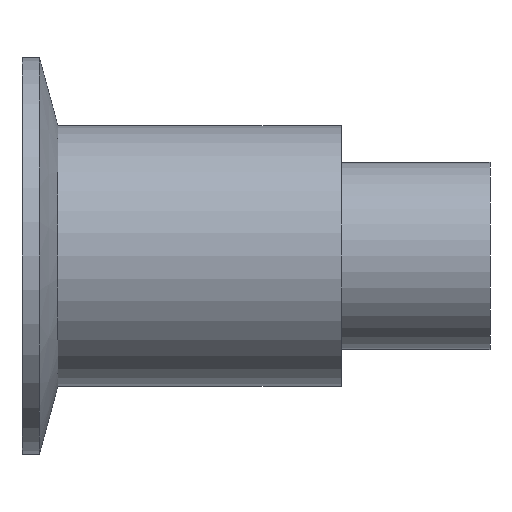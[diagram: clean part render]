
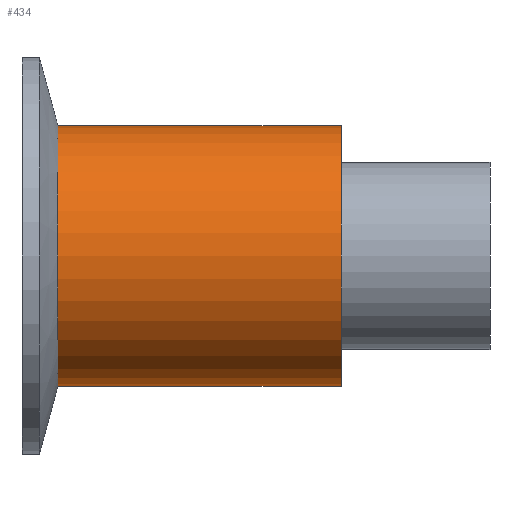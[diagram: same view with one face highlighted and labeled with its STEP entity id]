
A CAD part, left-side view. The second image highlights one B-rep face of the part: STEP entity #434.
In plain terms, the highlighted cylindrical face has radius 16.204 mm (diameter 32.408 mm), a partial arc.
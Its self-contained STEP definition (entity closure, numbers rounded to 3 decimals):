
#34 = ORIENTED_EDGE ( 'NONE', *, *, #431, .F. ) ;
#35 = ORIENTED_EDGE ( 'NONE', *, *, #445, .T. ) ;
#41 = LINE ( 'NONE', #256, #561 ) ;
#48 = LINE ( 'NONE', #301, #553 ) ;
#62 = CYLINDRICAL_SURFACE ( 'NONE', #537, 16.204 ) ;
#64 = FACE_OUTER_BOUND ( 'NONE', #119, .T. ) ;
#93 = ORIENTED_EDGE ( 'NONE', *, *, #488, .T. ) ;
#103 = VERTEX_POINT ( 'NONE', #353 ) ;
#104 = VERTEX_POINT ( 'NONE', #360 ) ;
#105 = VERTEX_POINT ( 'NONE', #321 ) ;
#106 = VERTEX_POINT ( 'NONE', #351 ) ;
#119 = EDGE_LOOP ( 'NONE', ( #143, #93, #35, #34 ) ) ;
#143 = ORIENTED_EDGE ( 'NONE', *, *, #451, .F. ) ;
#256 = CARTESIAN_POINT ( 'NONE',  ( 0., -35.989, -16.204 ) ) ;
#272 = DIRECTION ( 'NONE',  ( 0., 1., 0. ) ) ;
#300 = DIRECTION ( 'NONE',  ( 0., 1., 0. ) ) ;
#301 = CARTESIAN_POINT ( 'NONE',  ( 0., -35.989, 16.204 ) ) ;
#321 = CARTESIAN_POINT ( 'NONE',  ( 0., -19.553, -16.204 ) ) ;
#328 = DIRECTION ( 'NONE',  ( 0., 0., 1. ) ) ;
#329 = DIRECTION ( 'NONE',  ( 0., 1., 0. ) ) ;
#330 = CARTESIAN_POINT ( 'NONE',  ( 0., -35.989, 0. ) ) ;
#333 = DIRECTION ( 'NONE',  ( 0., 0., 1. ) ) ;
#337 = DIRECTION ( 'NONE',  ( 0., 1., 0. ) ) ;
#338 = CARTESIAN_POINT ( 'NONE',  ( 0., 15.706, 0. ) ) ;
#351 = CARTESIAN_POINT ( 'NONE',  ( 0., 15.706, 16.204 ) ) ;
#353 = CARTESIAN_POINT ( 'NONE',  ( 0., 15.706, -16.204 ) ) ;
#360 = CARTESIAN_POINT ( 'NONE',  ( 0., -19.553, 16.204 ) ) ;
#401 = DIRECTION ( 'NONE',  ( 0., 0., 1. ) ) ;
#402 = DIRECTION ( 'NONE',  ( 0., 1., 0. ) ) ;
#403 = CARTESIAN_POINT ( 'NONE',  ( 0., -19.553, 0. ) ) ;
#431 = EDGE_CURVE ( 'NONE', #103, #106, #529, .T. ) ;
#434 = ADVANCED_FACE ( 'NONE', ( #64 ), #62, .T. ) ;
#445 = EDGE_CURVE ( 'NONE', #104, #106, #48, .T. ) ;
#451 = EDGE_CURVE ( 'NONE', #105, #103, #41, .T. ) ;
#488 = EDGE_CURVE ( 'NONE', #105, #104, #625, .T. ) ;
#529 = CIRCLE ( 'NONE', #533, 16.204 ) ;
#533 = AXIS2_PLACEMENT_3D ( 'NONE', #338, #337, #333 ) ;
#537 = AXIS2_PLACEMENT_3D ( 'NONE', #330, #329, #328 ) ;
#553 = VECTOR ( 'NONE', #300, 1000. ) ;
#561 = VECTOR ( 'NONE', #272, 1000. ) ;
#625 = CIRCLE ( 'NONE', #630, 16.204 ) ;
#630 = AXIS2_PLACEMENT_3D ( 'NONE', #403, #402, #401 ) ;
